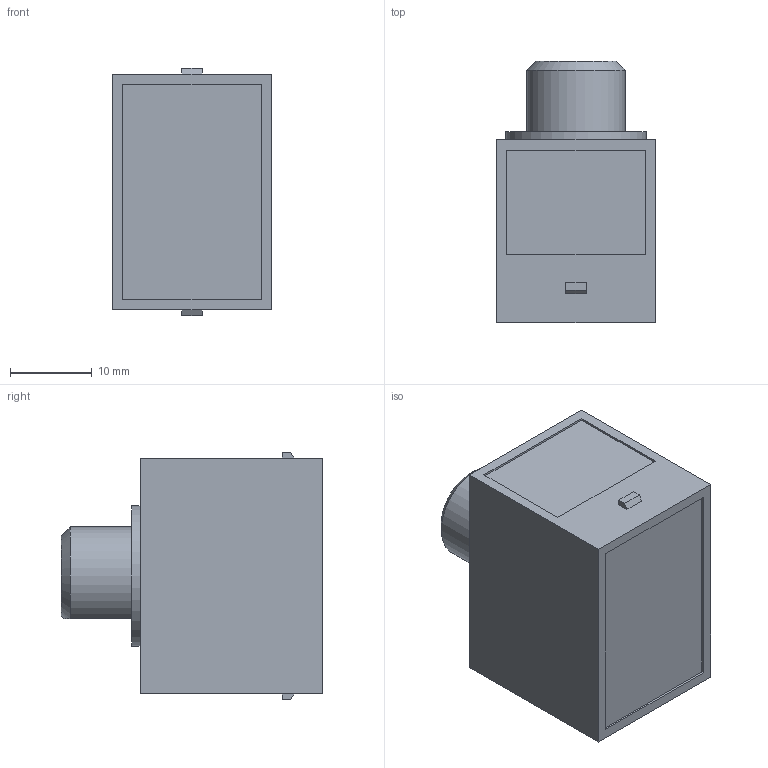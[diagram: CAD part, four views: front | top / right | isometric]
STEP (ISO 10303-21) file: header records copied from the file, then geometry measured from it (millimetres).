
FILE_DESCRIPTION(/* description */ ('WT Body-WT Body'),/* implementation_level */ '2;1');
FILE_NAME(/* name */ 'WT_body.ipt.step',/* time_stamp */ '2014-01-07T11:08:19-08:00',/* author */ ('Cadenas PARTsolutions'),/* organization */ ('NKKSWITCHES'),/* preprocessor_version */ 'ST-DEVELOPER v15.2',/* originating_system */ 'Autodesk Inventor 2014',/* authorisation */ '');
FILE_SCHEMA (('AUTOMOTIVE_DESIGN { 1 0 10303 214 3 1 1 }'));
Length unit declared in the file: inch
Products named in the file (1): WT_body
Bounding box: 19.41 x 31.9 x 30.23 mm (x, y, z)
Volume: 13150.7 mm3; surface area: 3834.3 mm2
Topology: 1 solids, 1 shells, 40 faces, 89 edges, 59 vertices
Faces by surface type: plane 35, cylinder 3, cone 2
Full cylindrical faces by diameter (mm): 6 x1, 17.145 x1
Entity records: 1086 total; most frequent: CARTESIAN_POINT 185, DIRECTION 173, ORIENTED_EDGE 168, EDGE_CURVE 84, LINE 75, VECTOR 75, VERTEX_POINT 58, EDGE_LOOP 52
